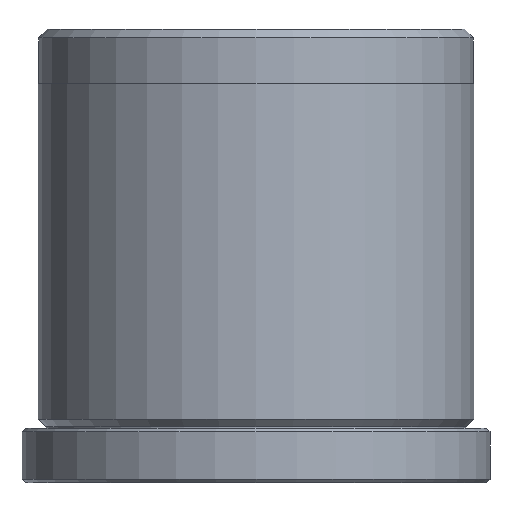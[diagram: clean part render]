
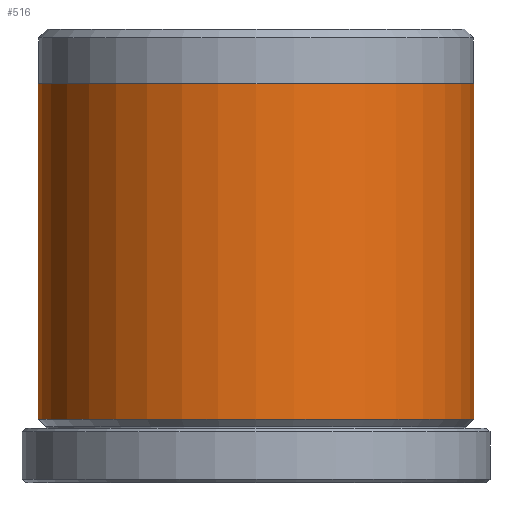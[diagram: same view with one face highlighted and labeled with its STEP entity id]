
A CAD part, front view. The second image highlights one B-rep face of the part: STEP entity #516.
In plain terms, the highlighted cylindrical face has radius 12 mm (diameter 24 mm), a partial arc.
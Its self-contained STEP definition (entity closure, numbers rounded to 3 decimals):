
#35 = VECTOR ( 'NONE', #1270, 1000. ) ;
#44 = EDGE_CURVE ( 'NONE', #1066, #166, #1406, .T. ) ;
#103 = DIRECTION ( 'NONE',  ( -1., 0., 0. ) ) ;
#114 = DIRECTION ( 'NONE',  ( 0., 0., -1. ) ) ;
#121 = CARTESIAN_POINT ( 'NONE',  ( 0., 0., 3.5 ) ) ;
#148 = EDGE_CURVE ( 'NONE', #1725, #1066, #1167, .T. ) ;
#166 = VERTEX_POINT ( 'NONE', #458 ) ;
#458 = CARTESIAN_POINT ( 'NONE',  ( -12., 0., 3.5 ) ) ;
#516 = ADVANCED_FACE ( 'NONE', ( #1511 ), #1451, .T. ) ;
#558 = LINE ( 'NONE', #1332, #35 ) ;
#747 = EDGE_CURVE ( 'NONE', #1782, #166, #558, .T. ) ;
#915 = DIRECTION ( 'NONE',  ( 0., 0., -1. ) ) ;
#917 = CARTESIAN_POINT ( 'NONE',  ( 12., 0., 3.5 ) ) ;
#961 = DIRECTION ( 'NONE',  ( -1., 0., 0. ) ) ;
#979 = ORIENTED_EDGE ( 'NONE', *, *, #44, .F. ) ;
#993 = CARTESIAN_POINT ( 'NONE',  ( 0., 0., 25. ) ) ;
#1019 = CARTESIAN_POINT ( 'NONE',  ( 12., 0., 25. ) ) ;
#1066 = VERTEX_POINT ( 'NONE', #917 ) ;
#1073 = DIRECTION ( 'NONE',  ( 0., 0., -1. ) ) ;
#1101 = CARTESIAN_POINT ( 'NONE',  ( 0., 0., 22. ) ) ;
#1104 = VECTOR ( 'NONE', #1073, 1000. ) ;
#1121 = ORIENTED_EDGE ( 'NONE', *, *, #148, .F. ) ;
#1167 = LINE ( 'NONE', #1019, #1104 ) ;
#1198 = CARTESIAN_POINT ( 'NONE',  ( 12., 0., 22. ) ) ;
#1270 = DIRECTION ( 'NONE',  ( 0., 0., -1. ) ) ;
#1288 = DIRECTION ( 'NONE',  ( 1., 0., 0. ) ) ;
#1332 = CARTESIAN_POINT ( 'NONE',  ( -12., 0., 25. ) ) ;
#1406 = CIRCLE ( 'NONE', #1890, 12. ) ;
#1451 = CYLINDRICAL_SURFACE ( 'NONE', #2271, 12. ) ;
#1511 = FACE_OUTER_BOUND ( 'NONE', #1855, .T. ) ;
#1725 = VERTEX_POINT ( 'NONE', #1198 ) ;
#1764 = CARTESIAN_POINT ( 'NONE',  ( -12., 0., 22. ) ) ;
#1782 = VERTEX_POINT ( 'NONE', #1764 ) ;
#1840 = CIRCLE ( 'NONE', #2061, 12. ) ;
#1855 = EDGE_LOOP ( 'NONE', ( #1121, #1968, #1882, #979 ) ) ;
#1865 = EDGE_CURVE ( 'NONE', #1782, #1725, #1840, .T. ) ;
#1882 = ORIENTED_EDGE ( 'NONE', *, *, #747, .T. ) ;
#1890 = AXIS2_PLACEMENT_3D ( 'NONE', #121, #114, #103 ) ;
#1968 = ORIENTED_EDGE ( 'NONE', *, *, #1865, .F. ) ;
#2061 = AXIS2_PLACEMENT_3D ( 'NONE', #1101, #2410, #1288 ) ;
#2271 = AXIS2_PLACEMENT_3D ( 'NONE', #993, #915, #961 ) ;
#2410 = DIRECTION ( 'NONE',  ( 0., 0., 1. ) ) ;
